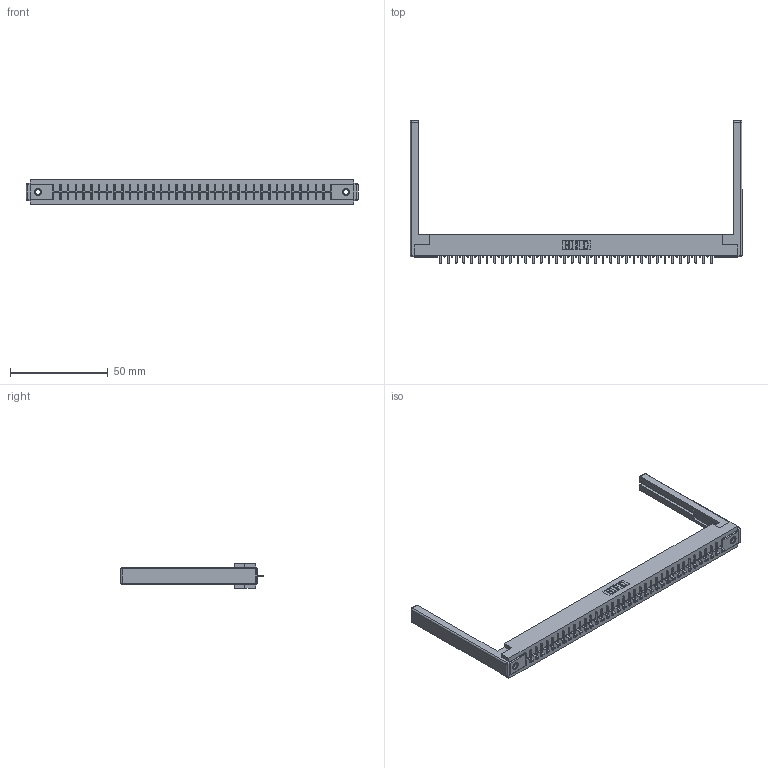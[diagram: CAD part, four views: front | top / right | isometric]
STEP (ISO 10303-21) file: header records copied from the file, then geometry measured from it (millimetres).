
FILE_DESCRIPTION (( 'STEP AP203' ), '1' );
FILE_NAME ('306-036-521-168.STEP', '2019-09-11T23:38:04', ( '' ), ( '' ), 'SwSTEP 2.0', 'SolidWorks 2016', '' );
FILE_SCHEMA (( 'CONFIG_CONTROL_DESIGN' ));
Length unit declared in the file: inch
Products named in the file (5): 306-290-001_121; 307-220-068; 345-250-001_345-250-001-102; 306-036-521-168; 306 Part_.156 Dia
Assembly tree (41 placements, depth 2):
  306-036-521-168
    306 Part_.156 Dia
    306-290-001_121  x36
    345-250-001_345-250-001-102  x2
    307-220-068  x2
Bounding box: 170.08 x 73.18 x 12.7 mm (x, y, z)
Volume: 23068.2 mm3; surface area: 22935.9 mm2
Topology: 41 solids, 41 shells, 2790 faces, 7798 edges, 4984 vertices
Faces by surface type: plane 1848, cylinder 774, sphere 152, cone 12, torus 4
Entity records: 37064 total; most frequent: CARTESIAN_POINT 6188, ORIENTED_EDGE 6126, DIRECTION 6115, EDGE_CURVE 3063, LINE 2389, VECTOR 2389, VERTEX_POINT 1936, AXIS2_PLACEMENT_3D 1863
